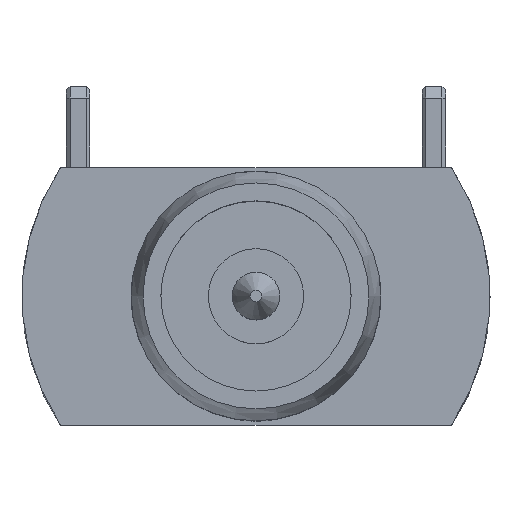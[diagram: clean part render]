
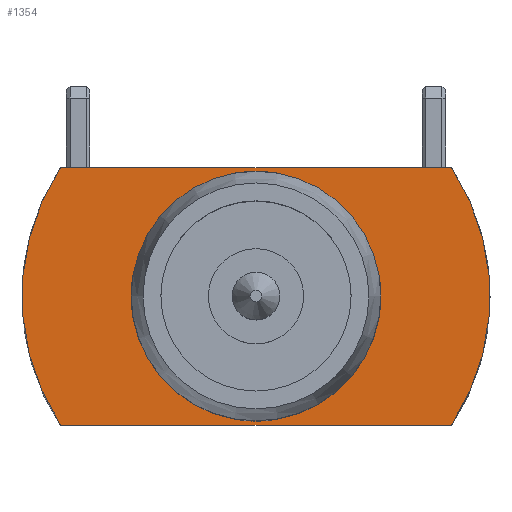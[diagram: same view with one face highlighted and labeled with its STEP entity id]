
A CAD part, top view. The second image highlights one B-rep face of the part: STEP entity #1354.
In plain terms, the highlighted planar face has unit normal (0, 0, 1).
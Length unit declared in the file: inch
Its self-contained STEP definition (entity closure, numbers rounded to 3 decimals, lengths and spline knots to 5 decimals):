
#157 = DIRECTION ( 'NONE',  ( -1., 0., 0. ) ) ;
#194 = CARTESIAN_POINT ( 'NONE',  ( 0.1644, 0.10827, 0. ) ) ;
#351 = CARTESIAN_POINT ( 'NONE',  ( 0., 0., 0. ) ) ;
#506 = CARTESIAN_POINT ( 'NONE',  ( -0.105, 0., 0. ) ) ;
#585 = EDGE_CURVE ( 'NONE', #2348, #2348, #5196, .T. ) ;
#812 = VERTEX_POINT ( 'NONE', #194 ) ;
#876 = EDGE_LOOP ( 'NONE', ( #2705, #3513, #1751, #2299 ) ) ;
#927 = EDGE_CURVE ( 'NONE', #2425, #1224, #1556, .T. ) ;
#1105 = VECTOR ( 'NONE', #4801, 39.37008 ) ;
#1109 = CARTESIAN_POINT ( 'NONE',  ( -0.19685, -0.10827, 0. ) ) ;
#1180 = LINE ( 'NONE', #4834, #1105 ) ;
#1224 = VERTEX_POINT ( 'NONE', #4256 ) ;
#1291 = FACE_OUTER_BOUND ( 'NONE', #876, .T. ) ;
#1354 = ADVANCED_FACE ( 'NONE', ( #3947, #1291 ), #1774, .F. ) ;
#1556 = CIRCLE ( 'NONE', #2331, 0.19685 ) ;
#1751 = ORIENTED_EDGE ( 'NONE', *, *, #927, .F. ) ;
#1774 = PLANE ( 'NONE',  #2568 ) ;
#1797 = CARTESIAN_POINT ( 'NONE',  ( 0., 0., 0. ) ) ;
#2153 = DIRECTION ( 'NONE',  ( 0., 0., -1. ) ) ;
#2278 = CARTESIAN_POINT ( 'NONE',  ( 0.1644, -0.10827, 0. ) ) ;
#2299 = ORIENTED_EDGE ( 'NONE', *, *, #3398, .T. ) ;
#2331 = AXIS2_PLACEMENT_3D ( 'NONE', #1797, #3615, #3230 ) ;
#2348 = VERTEX_POINT ( 'NONE', #506 ) ;
#2425 = VERTEX_POINT ( 'NONE', #5382 ) ;
#2568 = AXIS2_PLACEMENT_3D ( 'NONE', #351, #3115, #2679 ) ;
#2679 = DIRECTION ( 'NONE',  ( 0., -1., 0. ) ) ;
#2705 = ORIENTED_EDGE ( 'NONE', *, *, #5839, .F. ) ;
#3115 = DIRECTION ( 'NONE',  ( 0., 0., -1. ) ) ;
#3230 = DIRECTION ( 'NONE',  ( -1., 0., 0. ) ) ;
#3276 = AXIS2_PLACEMENT_3D ( 'NONE', #5742, #3815, #157 ) ;
#3384 = LINE ( 'NONE', #1109, #4930 ) ;
#3398 = EDGE_CURVE ( 'NONE', #2425, #5257, #3384, .T. ) ;
#3403 = AXIS2_PLACEMENT_3D ( 'NONE', #3934, #2153, #5841 ) ;
#3513 = ORIENTED_EDGE ( 'NONE', *, *, #5473, .T. ) ;
#3615 = DIRECTION ( 'NONE',  ( 0., 0., -1. ) ) ;
#3815 = DIRECTION ( 'NONE',  ( 0., 0., 1. ) ) ;
#3934 = CARTESIAN_POINT ( 'NONE',  ( 0., 0., 0. ) ) ;
#3947 = FACE_BOUND ( 'NONE', #4610, .T. ) ;
#4256 = CARTESIAN_POINT ( 'NONE',  ( -0.1644, 0.10827, 0. ) ) ;
#4364 = CIRCLE ( 'NONE', #3403, 0.19685 ) ;
#4610 = EDGE_LOOP ( 'NONE', ( #5922 ) ) ;
#4801 = DIRECTION ( 'NONE',  ( -1., 0., 0. ) ) ;
#4834 = CARTESIAN_POINT ( 'NONE',  ( -0.19685, 0.10827, 0. ) ) ;
#4930 = VECTOR ( 'NONE', #5277, 39.37008 ) ;
#5196 = CIRCLE ( 'NONE', #3276, 0.105 ) ;
#5257 = VERTEX_POINT ( 'NONE', #2278 ) ;
#5277 = DIRECTION ( 'NONE',  ( 1., 0., 0. ) ) ;
#5382 = CARTESIAN_POINT ( 'NONE',  ( -0.1644, -0.10827, 0. ) ) ;
#5473 = EDGE_CURVE ( 'NONE', #812, #1224, #1180, .T. ) ;
#5742 = CARTESIAN_POINT ( 'NONE',  ( 0., 0., 0. ) ) ;
#5839 = EDGE_CURVE ( 'NONE', #812, #5257, #4364, .T. ) ;
#5841 = DIRECTION ( 'NONE',  ( -1., 0., 0. ) ) ;
#5922 = ORIENTED_EDGE ( 'NONE', *, *, #585, .F. ) ;
